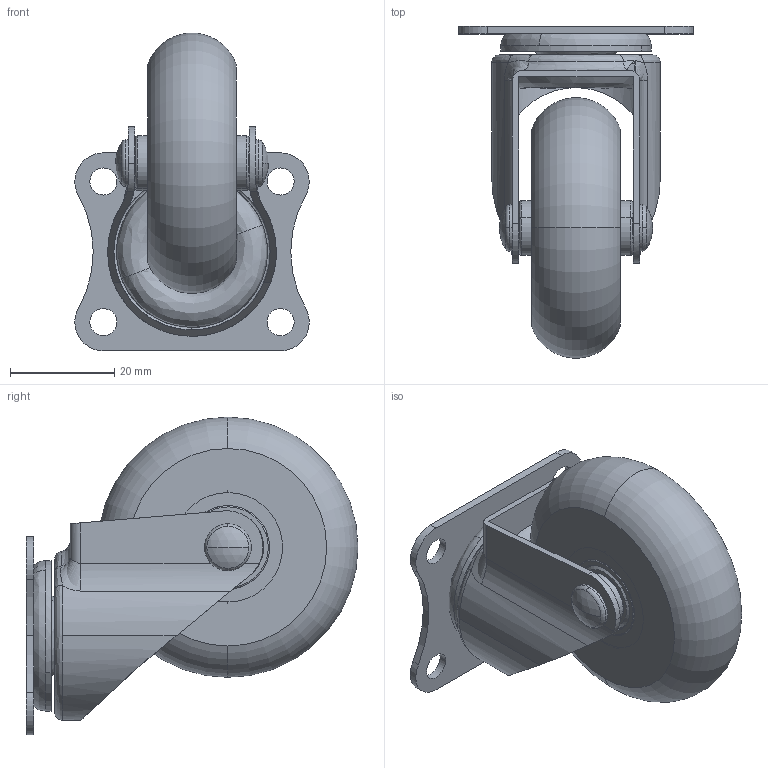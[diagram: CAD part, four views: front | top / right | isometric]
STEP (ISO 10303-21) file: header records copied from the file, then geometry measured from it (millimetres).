
FILE_DESCRIPTION (( 'STEP AP203' ), '1' );
FILE_NAME ('ACSU-50SF.STEP', '2015-09-25T03:02:03', ( 'WON SINCHUL' ), ( 'Hewlett-Packard Company' ), 'SwSTEP 2.0', 'SolidWorks 2015', '' );
FILE_SCHEMA (( 'CONFIG_CONTROL_DESIGN' ));
Length unit declared in the file: millimetre
Products named in the file (1): ACSU-50SF
Bounding box: 45 x 63.72 x 60.97 mm (x, y, z)
Volume: 38310.9 mm3; surface area: 27529 mm2
Topology: 14 solids, 14 shells, 397 faces, 986 edges, 629 vertices
Faces by surface type: cylinder 170, plane 77, torus 70, bspline 40, cone 36, sphere 4
Entity records: 14252 total; most frequent: CARTESIAN_POINT 4898, ORIENTED_EDGE 1966, DIRECTION 1965, EDGE_CURVE 983, AXIS2_PLACEMENT_3D 856, VERTEX_POINT 629, CIRCLE 498, EDGE_LOOP 464
